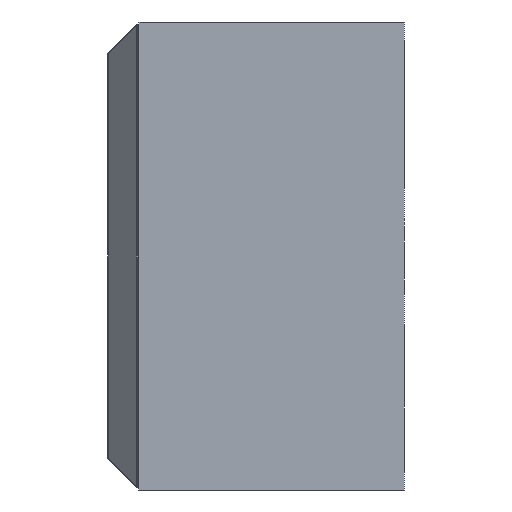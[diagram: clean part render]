
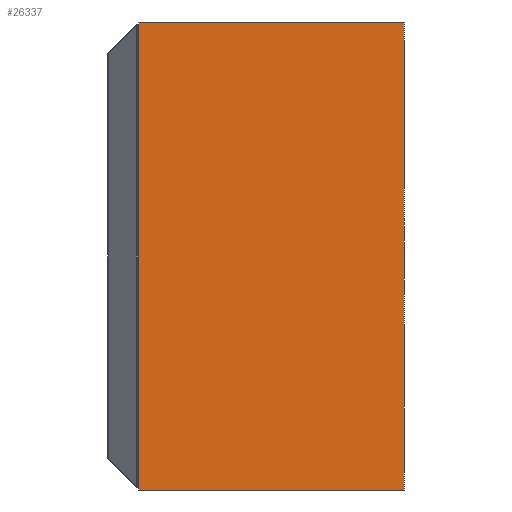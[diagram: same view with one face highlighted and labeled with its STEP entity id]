
A CAD part, left-side view. The second image highlights one B-rep face of the part: STEP entity #26337.
In plain terms, the highlighted planar face has unit normal (-1, 0, 0).
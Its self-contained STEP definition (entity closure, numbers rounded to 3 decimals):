
#34 = EDGE_CURVE ( 'NONE', #12594, #29624, #17397, .T. ) ;
#826 = CARTESIAN_POINT ( 'NONE',  ( -45.4, 17., -15. ) ) ;
#1851 = VECTOR ( 'NONE', #3466, 1000. ) ;
#2661 = LINE ( 'NONE', #826, #1851 ) ;
#3466 = DIRECTION ( 'NONE',  ( 0., -1., 0. ) ) ;
#4543 = ORIENTED_EDGE ( 'NONE', *, *, #5209, .T. ) ;
#5209 = EDGE_CURVE ( 'NONE', #6966, #29624, #13388, .T. ) ;
#5863 = CARTESIAN_POINT ( 'NONE',  ( -45.4, 0., -15. ) ) ;
#6177 = CARTESIAN_POINT ( 'NONE',  ( -45.4, 17., 15. ) ) ;
#6389 = VECTOR ( 'NONE', #25699, 1000. ) ;
#6966 = VERTEX_POINT ( 'NONE', #5863 ) ;
#7720 = EDGE_LOOP ( 'NONE', ( #4543, #14697, #22207, #11745 ) ) ;
#9659 = DIRECTION ( 'NONE',  ( 0., -1., 0. ) ) ;
#11745 = ORIENTED_EDGE ( 'NONE', *, *, #24157, .T. ) ;
#12594 = VERTEX_POINT ( 'NONE', #6177 ) ;
#13388 = LINE ( 'NONE', #17417, #6389 ) ;
#13856 = CARTESIAN_POINT ( 'NONE',  ( -45.4, 17., -15. ) ) ;
#14380 = AXIS2_PLACEMENT_3D ( 'NONE', #27676, #30326, #14541 ) ;
#14541 = DIRECTION ( 'NONE',  ( 0., 0., -1. ) ) ;
#14697 = ORIENTED_EDGE ( 'NONE', *, *, #34, .F. ) ;
#17397 = LINE ( 'NONE', #22807, #30607 ) ;
#17417 = CARTESIAN_POINT ( 'NONE',  ( -45.4, 0., -15. ) ) ;
#17651 = LINE ( 'NONE', #18469, #24682 ) ;
#18469 = CARTESIAN_POINT ( 'NONE',  ( -45.4, 17., -15. ) ) ;
#22207 = ORIENTED_EDGE ( 'NONE', *, *, #29105, .F. ) ;
#22807 = CARTESIAN_POINT ( 'NONE',  ( -45.4, 17., 15. ) ) ;
#23778 = DIRECTION ( 'NONE',  ( 0., 0., 1. ) ) ;
#24157 = EDGE_CURVE ( 'NONE', #27804, #6966, #2661, .T. ) ;
#24682 = VECTOR ( 'NONE', #23778, 1000. ) ;
#25026 = PLANE ( 'NONE',  #14380 ) ;
#25134 = CARTESIAN_POINT ( 'NONE',  ( -45.4, 0., 15. ) ) ;
#25699 = DIRECTION ( 'NONE',  ( 0., 0., 1. ) ) ;
#26337 = ADVANCED_FACE ( 'NONE', ( #29350 ), #25026, .F. ) ;
#27676 = CARTESIAN_POINT ( 'NONE',  ( -45.4, 17., -15. ) ) ;
#27804 = VERTEX_POINT ( 'NONE', #13856 ) ;
#29105 = EDGE_CURVE ( 'NONE', #27804, #12594, #17651, .T. ) ;
#29350 = FACE_OUTER_BOUND ( 'NONE', #7720, .T. ) ;
#29624 = VERTEX_POINT ( 'NONE', #25134 ) ;
#30326 = DIRECTION ( 'NONE',  ( 1., 0., 0. ) ) ;
#30607 = VECTOR ( 'NONE', #9659, 1000. ) ;
